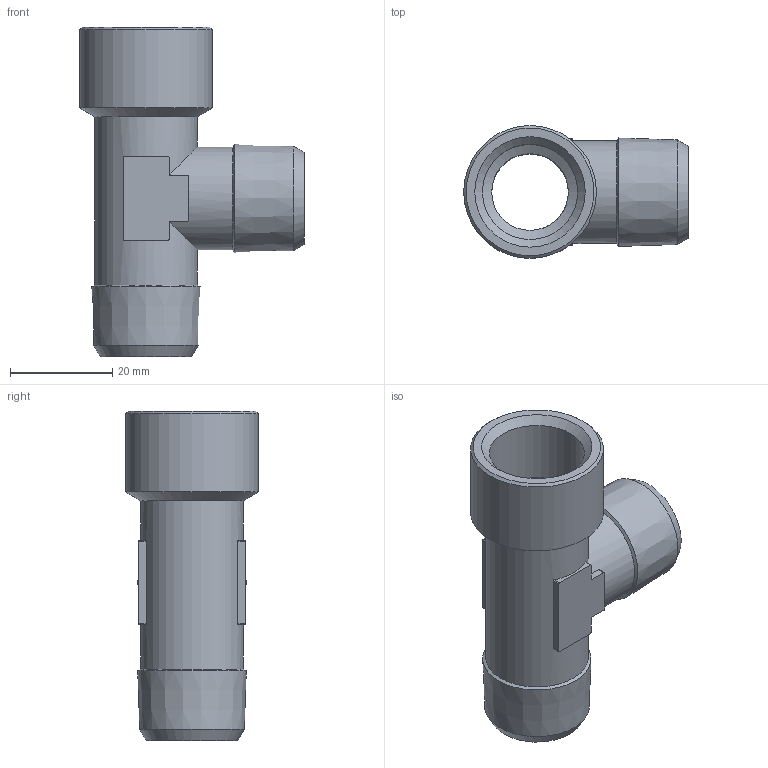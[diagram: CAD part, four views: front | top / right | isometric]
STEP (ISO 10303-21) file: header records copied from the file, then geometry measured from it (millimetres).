
FILE_DESCRIPTION(( 'RA.46B12.12.STP' ), '1');
FILE_NAME( 'RA.46B12.12.STP', '2018-11-09T15:48:23',( 'Sopra'),('sopra-pneumatic.com'), 'SwSTEP 2.0','SolidWorks 2009','' );
FILE_SCHEMA (('AUTOMOTIVE_DESIGN { 1 0 10303 214 1 1 1 1 }'));
Length unit declared in the file: millimetre
Products named in the file (2): Root; 40305
Assembly tree (1 placements, depth 2):
  Root
    40305
Bounding box: 44 x 26 x 64.5 mm (x, y, z)
Volume: 14653.2 mm3; surface area: 10515.7 mm2
Topology: 1 solids, 1 shells, 53 faces, 150 edges, 98 vertices
Faces by surface type: cylinder 22, plane 21, cone 10
Full cylindrical faces by diameter (mm): 15 x2, 18.631 x1, 20.1 x2, 26 x1
Entity records: 5478 total; most frequent: CARTESIAN_POINT 2999, DIRECTION 256, PRESENTATION_STYLE_ASSIGNMENT 245, COLOUR_RGB 245, DRAUGHTING_PRE_DEFINED_CURVE_FONT 244, CURVE_STYLE 244, OVER_RIDING_STYLED_ITEM 244, ORIENTED_EDGE 244
